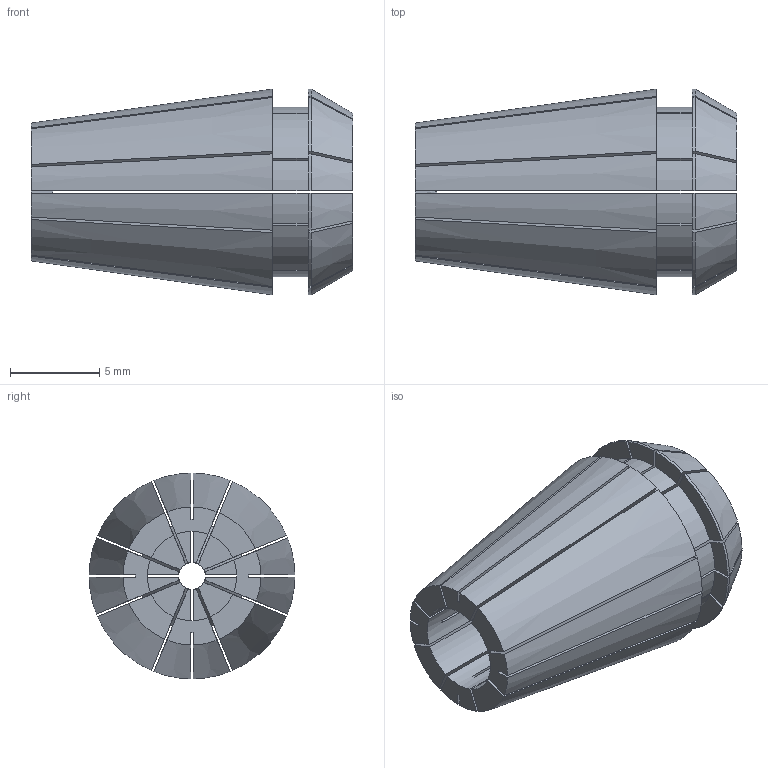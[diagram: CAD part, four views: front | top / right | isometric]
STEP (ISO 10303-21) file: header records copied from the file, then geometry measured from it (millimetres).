
FILE_DESCRIPTION (( 'STEP AP203' ), '1' );
FILE_NAME ('04211-01.5.STEP', '2017-03-31T07:33:57', ( '' ), ( '' ), 'SwSTEP 2.0', 'SolidWorks 2015', '' );
FILE_SCHEMA (( 'CONFIG_CONTROL_DESIGN' ));
Length unit declared in the file: millimetre
Products named in the file (1): 04211-01.5
Bounding box: 18 x 11.51 x 11.51 mm (x, y, z)
Volume: 1080.1 mm3; surface area: 2213.3 mm2
Topology: 1 solids, 1 shells, 145 faces, 435 edges, 290 vertices
Faces by surface type: plane 72, cylinder 49, cone 24
Entity records: 5196 total; most frequent: CARTESIAN_POINT 1174, ORIENTED_EDGE 870, DIRECTION 811, EDGE_CURVE 435, AXIS2_PLACEMENT_3D 291, VERTEX_POINT 290, VECTOR 229, LINE 229
